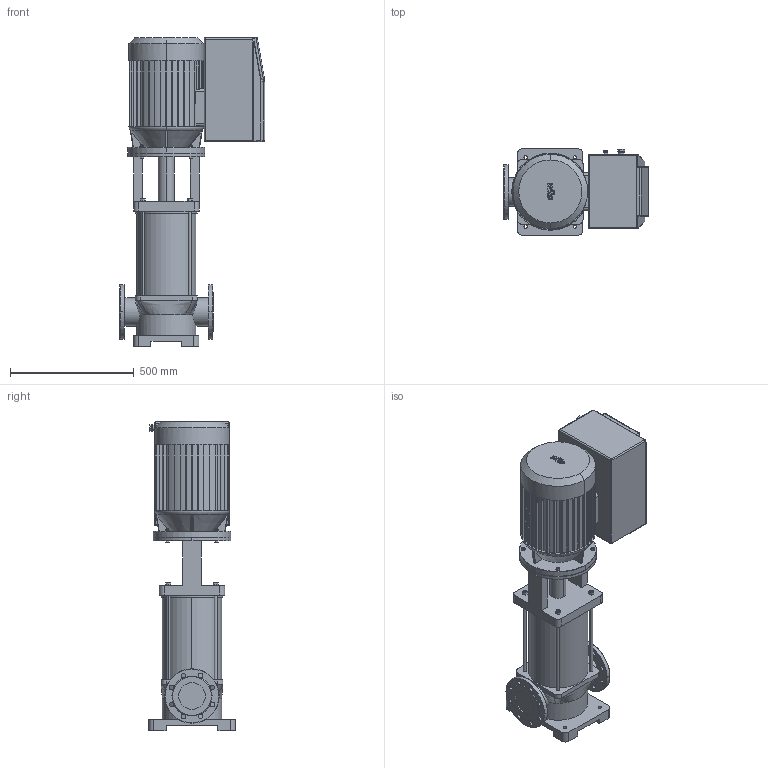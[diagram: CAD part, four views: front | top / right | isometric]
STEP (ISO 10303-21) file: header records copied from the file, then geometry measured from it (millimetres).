
FILE_DESCRIPTION((''),'2;1');
FILE_NAME('3d_MVIE9502_1-3_16_E_3-2-2G-4166172.stp','2017-09-25T12:12:43',(''),(''),'Mechanical Desktop 2009','Mechanical Desktop 2009',', , ');
FILE_SCHEMA(('CONFIG_CONTROL_DESIGN'));
Length unit declared in the file: millimetre
Products named in the file (1): Product
Bounding box: 588 x 350 x 1250.81 mm (x, y, z)
Volume: 93375806.1 mm3; surface area: 2765636.1 mm2
Topology: 15 solids, 15 shells, 681 faces, 1796 edges, 1151 vertices
Faces by surface type: plane 260, cylinder 213, bspline 152, cone 30, sphere 20, torus 6
Full cylindrical faces by diameter (mm): 114.3 x2
Entity records: 23078 total; most frequent: CARTESIAN_POINT 6400, ORIENTED_EDGE 3540, DIRECTION 3328, EDGE_CURVE 1770, VERTEX_POINT 1146, AXIS2_PLACEMENT_3D 1134, VECTOR 1060, LINE 1060
